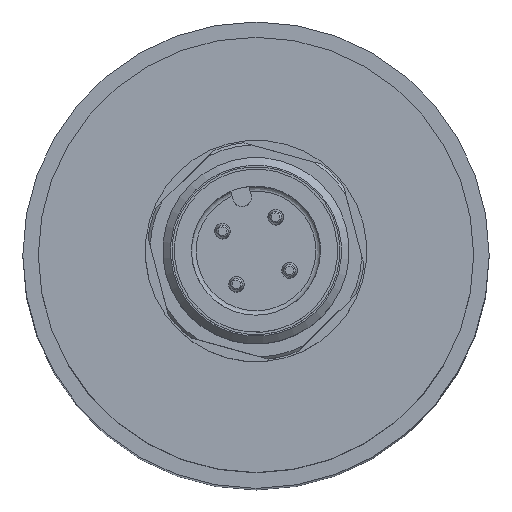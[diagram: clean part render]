
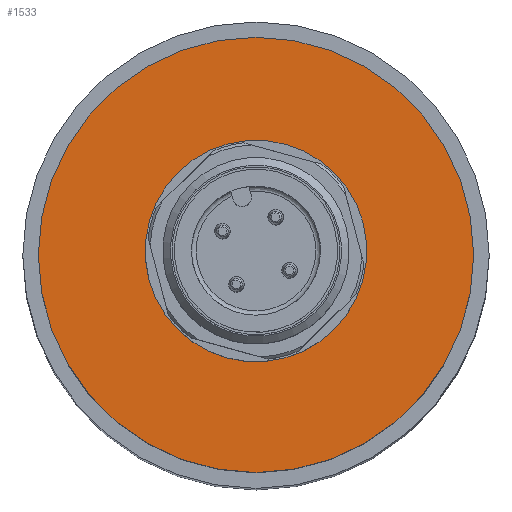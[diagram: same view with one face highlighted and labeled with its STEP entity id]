
A CAD part, top view. The second image highlights one B-rep face of the part: STEP entity #1533.
In plain terms, the highlighted planar face has unit normal (0, 0, 1).
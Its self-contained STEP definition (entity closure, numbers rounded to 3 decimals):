
#196=PLANE('',#1664);
#252=FACE_BOUND('',#581,.T.);
#253=FACE_BOUND('',#582,.T.);
#317=CIRCLE('',#1653,6.);
#319=CIRCLE('',#1657,14.);
#581=EDGE_LOOP('',(#1090));
#582=EDGE_LOOP('',(#1091));
#753=VERTEX_POINT('',#2434);
#755=VERTEX_POINT('',#2440);
#896=EDGE_CURVE('',#753,#753,#317,.T.);
#898=EDGE_CURVE('',#755,#755,#319,.T.);
#1090=ORIENTED_EDGE('',*,*,#896,.T.);
#1091=ORIENTED_EDGE('',*,*,#898,.T.);
#1533=ADVANCED_FACE('',(#252,#253),#196,.T.);
#1653=AXIS2_PLACEMENT_3D('',#2435,#1880,#1881);
#1657=AXIS2_PLACEMENT_3D('',#2441,#1888,#1889);
#1664=AXIS2_PLACEMENT_3D('',#2451,#1902,#1903);
#1880=DIRECTION('center_axis',(0.,0.,-1.));
#1881=DIRECTION('ref_axis',(-1.,0.,0.));
#1888=DIRECTION('center_axis',(0.,0.,1.));
#1889=DIRECTION('ref_axis',(-1.,0.,0.));
#1902=DIRECTION('center_axis',(0.,0.,1.));
#1903=DIRECTION('ref_axis',(1.,0.,0.));
#2434=CARTESIAN_POINT('',(6.,0.,79.));
#2435=CARTESIAN_POINT('Origin',(0.,0.,79.));
#2440=CARTESIAN_POINT('',(14.,0.,79.));
#2441=CARTESIAN_POINT('Origin',(0.,0.,79.));
#2451=CARTESIAN_POINT('Origin',(0.,0.,
79.));
